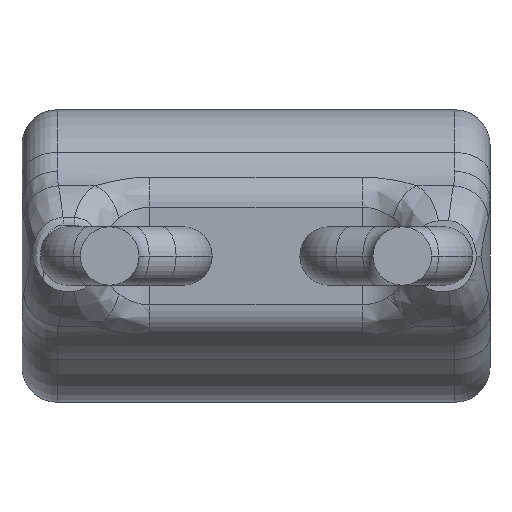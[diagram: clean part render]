
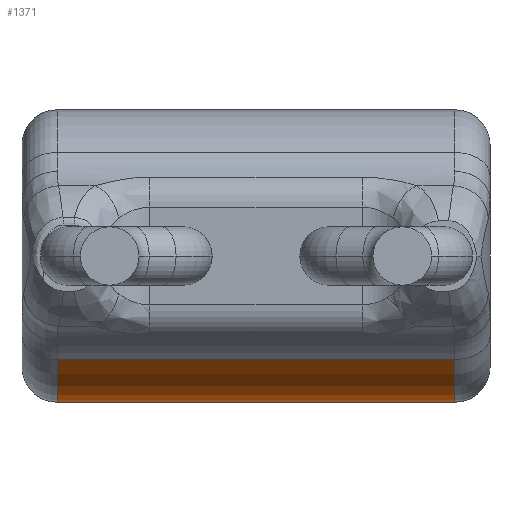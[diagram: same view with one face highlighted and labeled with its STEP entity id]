
A CAD part, front view. The second image highlights one B-rep face of the part: STEP entity #1371.
In plain terms, the highlighted cylindrical face has radius 1.073 mm (diameter 2.147 mm), a partial arc.
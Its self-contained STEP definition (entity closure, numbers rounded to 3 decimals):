
#66 = CARTESIAN_POINT ( 'NONE',  ( 1.7, 2.618, -0.885 ) ) ;
#100 = CARTESIAN_POINT ( 'NONE',  ( 1.7, 3.425, -1.25 ) ) ;
#126 = DIRECTION ( 'NONE',  ( 1., 0., 0. ) ) ;
#159 = CIRCLE ( 'NONE', #527, 1.073 ) ;
#373 = CARTESIAN_POINT ( 'NONE',  ( -2., 3.425, -1.25 ) ) ;
#527 = AXIS2_PLACEMENT_3D ( 'NONE', #857, #3102, #597 ) ;
#593 = CARTESIAN_POINT ( 'NONE',  ( -1.7, 3.425, -1.25 ) ) ;
#597 = DIRECTION ( 'NONE',  ( 0., 1., 0. ) ) ;
#705 = VECTOR ( 'NONE', #1223, 1000. ) ;
#780 = VERTEX_POINT ( 'NONE', #66 ) ;
#857 = CARTESIAN_POINT ( 'NONE',  ( -1.7, 3.425, -0.177 ) ) ;
#951 = DIRECTION ( 'NONE',  ( 1., 0., 0. ) ) ;
#952 = AXIS2_PLACEMENT_3D ( 'NONE', #3200, #951, #2716 ) ;
#1046 = ORIENTED_EDGE ( 'NONE', *, *, #2663, .F. ) ;
#1108 = CARTESIAN_POINT ( 'NONE',  ( 1.7, 3.425, -0.177 ) ) ;
#1223 = DIRECTION ( 'NONE',  ( 1., 0., 0. ) ) ;
#1229 = VERTEX_POINT ( 'NONE', #1420 ) ;
#1318 = VECTOR ( 'NONE', #126, 1000. ) ;
#1371 = ADVANCED_FACE ( 'NONE', ( #1986 ), #2679, .T. ) ;
#1415 = LINE ( 'NONE', #373, #1318 ) ;
#1420 = CARTESIAN_POINT ( 'NONE',  ( -1.7, 2.618, -0.885 ) ) ;
#1449 = DIRECTION ( 'NONE',  ( 0., -1., 0. ) ) ;
#1496 = LINE ( 'NONE', #2488, #705 ) ;
#1527 = VERTEX_POINT ( 'NONE', #100 ) ;
#1535 = ORIENTED_EDGE ( 'NONE', *, *, #2129, .T. ) ;
#1716 = ORIENTED_EDGE ( 'NONE', *, *, #1992, .T. ) ;
#1979 = EDGE_CURVE ( 'NONE', #1229, #2257, #159, .T. ) ;
#1986 = FACE_OUTER_BOUND ( 'NONE', #2144, .T. ) ;
#1988 = AXIS2_PLACEMENT_3D ( 'NONE', #1108, #2170, #1449 ) ;
#1992 = EDGE_CURVE ( 'NONE', #1527, #780, #2158, .T. ) ;
#2129 = EDGE_CURVE ( 'NONE', #2257, #1527, #1415, .T. ) ;
#2144 = EDGE_LOOP ( 'NONE', ( #1535, #1716, #1046, #2475 ) ) ;
#2158 = CIRCLE ( 'NONE', #1988, 1.073 ) ;
#2170 = DIRECTION ( 'NONE',  ( -1., 0., 0. ) ) ;
#2257 = VERTEX_POINT ( 'NONE', #593 ) ;
#2475 = ORIENTED_EDGE ( 'NONE', *, *, #1979, .T. ) ;
#2488 = CARTESIAN_POINT ( 'NONE',  ( -2., 2.618, -0.885 ) ) ;
#2663 = EDGE_CURVE ( 'NONE', #1229, #780, #1496, .T. ) ;
#2679 = CYLINDRICAL_SURFACE ( 'NONE', #952, 1.073 ) ;
#2716 = DIRECTION ( 'NONE',  ( 0., 0., -1. ) ) ;
#3102 = DIRECTION ( 'NONE',  ( 1., 0., 0. ) ) ;
#3200 = CARTESIAN_POINT ( 'NONE',  ( -2., 3.425, -0.177 ) ) ;
